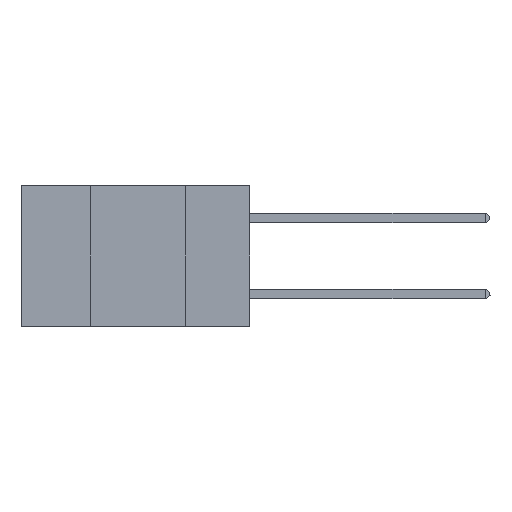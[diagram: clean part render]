
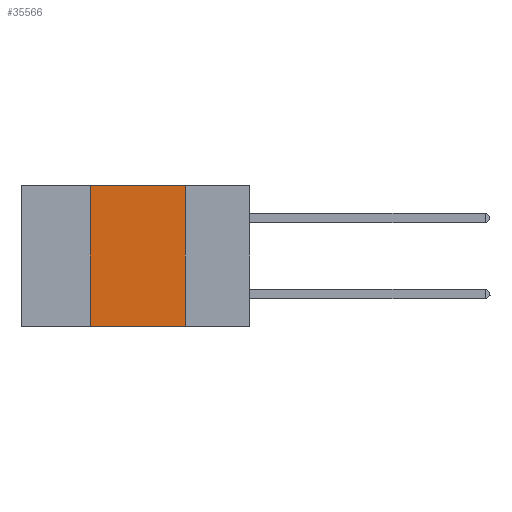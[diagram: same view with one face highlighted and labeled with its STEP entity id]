
A CAD part, left-side view. The second image highlights one B-rep face of the part: STEP entity #35566.
In plain terms, the highlighted planar face has unit normal (-1, 0, 0).
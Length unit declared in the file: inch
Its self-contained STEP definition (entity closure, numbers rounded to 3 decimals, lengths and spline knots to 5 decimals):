
#538 = ORIENTED_EDGE ( 'NONE', *, *, #20949, .F. ) ;
#1617 = LINE ( 'NONE', #40221, #29779 ) ;
#1649 = DIRECTION ( 'NONE',  ( 0., 0., -1. ) ) ;
#2358 = VECTOR ( 'NONE', #35458, 39.37008 ) ;
#5245 = LINE ( 'NONE', #22707, #28382 ) ;
#6576 = FACE_OUTER_BOUND ( 'NONE', #21649, .T. ) ;
#7028 = CARTESIAN_POINT ( 'NONE',  ( 0., 0.17, -0.37 ) ) ;
#8692 = ORIENTED_EDGE ( 'NONE', *, *, #16604, .F. ) ;
#10198 = CARTESIAN_POINT ( 'NONE',  ( 0., 0.6, 0. ) ) ;
#10343 = CARTESIAN_POINT ( 'NONE',  ( 0., 0.42, 0. ) ) ;
#10429 = PLANE ( 'NONE',  #13508 ) ;
#13385 = VERTEX_POINT ( 'NONE', #7028 ) ;
#13508 = AXIS2_PLACEMENT_3D ( 'NONE', #26576, #13651, #23345 ) ;
#13651 = DIRECTION ( 'NONE',  ( 1., 0., 0. ) ) ;
#16546 = DIRECTION ( 'NONE',  ( 0., -1., 0. ) ) ;
#16604 = EDGE_CURVE ( 'NONE', #32398, #13385, #1617, .T. ) ;
#17835 = CARTESIAN_POINT ( 'NONE',  ( 0., 0.42, -0.37 ) ) ;
#17963 = VERTEX_POINT ( 'NONE', #17835 ) ;
#20949 = EDGE_CURVE ( 'NONE', #17963, #29641, #5245, .T. ) ;
#21649 = EDGE_LOOP ( 'NONE', ( #8692, #28566, #538, #25999 ) ) ;
#22707 = CARTESIAN_POINT ( 'NONE',  ( 0., 0.42, 0. ) ) ;
#23345 = DIRECTION ( 'NONE',  ( 0., 0., -1. ) ) ;
#23413 = DIRECTION ( 'NONE',  ( 0., 0., 1. ) ) ;
#25999 = ORIENTED_EDGE ( 'NONE', *, *, #34851, .T. ) ;
#26460 = LINE ( 'NONE', #32926, #28465 ) ;
#26576 = CARTESIAN_POINT ( 'NONE',  ( 0., 0.6, 0. ) ) ;
#28382 = VECTOR ( 'NONE', #23413, 39.37008 ) ;
#28465 = VECTOR ( 'NONE', #16546, 39.37008 ) ;
#28566 = ORIENTED_EDGE ( 'NONE', *, *, #41129, .F. ) ;
#29641 = VERTEX_POINT ( 'NONE', #10343 ) ;
#29779 = VECTOR ( 'NONE', #1649, 39.37008 ) ;
#30527 = LINE ( 'NONE', #10198, #2358 ) ;
#32398 = VERTEX_POINT ( 'NONE', #37047 ) ;
#32926 = CARTESIAN_POINT ( 'NONE',  ( 0., 0.6, -0.37 ) ) ;
#34851 = EDGE_CURVE ( 'NONE', #17963, #13385, #26460, .T. ) ;
#35458 = DIRECTION ( 'NONE',  ( 0., -1., 0. ) ) ;
#35566 = ADVANCED_FACE ( 'NONE', ( #6576 ), #10429, .F. ) ;
#37047 = CARTESIAN_POINT ( 'NONE',  ( 0., 0.17, 0. ) ) ;
#40221 = CARTESIAN_POINT ( 'NONE',  ( 0., 0.17, 0. ) ) ;
#41129 = EDGE_CURVE ( 'NONE', #29641, #32398, #30527, .T. ) ;
